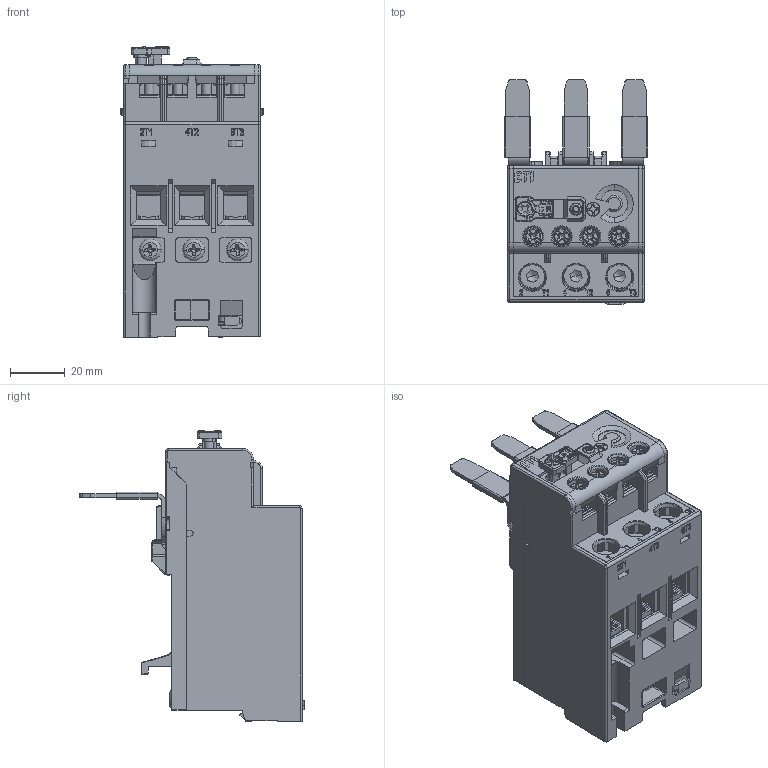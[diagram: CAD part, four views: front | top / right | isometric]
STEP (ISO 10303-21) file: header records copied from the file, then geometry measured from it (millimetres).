
FILE_DESCRIPTION((''),'2;1');
FILE_NAME('RE67-2D3_ASM','2018-05-14T',('luka.skrinjar'),('Audax d.o.o.'),'CREO PARAMETRIC BY PTC INC, 2016050','CREO PARAMETRIC BY PTC INC, 2016050','');
FILE_SCHEMA(('AUTOMOTIVE_DESIGN { 1 0 10303 214 1 1 1 1 }'));
Products named in the file (30): RW67-2D3_1_1; RW67-2D3_1_2; RW67-2D3_1_3; RW67-2D3_1_4; RW67-2D3_1_5; RW67-2D3_1_6; RW67-2D3_1_7; RW67-2D3_1_8; RW67-2D3_1_9; RW67-2D3_1_10; RW67-2D3_1_11; RW67-2D3_1_12; RW67-2D3_1_13; RW67-2D3_1_14; RW67-2D3_1_15; RW67-2D3_1_16; RW67-2D3_1_17; RW67-2D3_1_18; RW67-2D3_1_19; RW67-2D3_1_20; RW67-2D3_1_21; RW67-2D3_1_22; RW67-2D3_1_23; RW67-2D3_1_24; RW67-2D3_1_25; RW67-2D3_1_26; RW67-2D3_1_27; RW67-2D3_1_ASM; ETI; RE67-2D3_ASM
Assembly tree (29 placements, depth 3):
  RE67-2D3_ASM
    RW67-2D3_1_ASM
      RW67-2D3_1_1
      RW67-2D3_1_2
      RW67-2D3_1_3
      RW67-2D3_1_4
      RW67-2D3_1_5
      RW67-2D3_1_6
      RW67-2D3_1_7
      RW67-2D3_1_8
      RW67-2D3_1_9
      RW67-2D3_1_10
      RW67-2D3_1_11
      RW67-2D3_1_12
      RW67-2D3_1_13
      RW67-2D3_1_14
      RW67-2D3_1_15
      RW67-2D3_1_16
      RW67-2D3_1_17
      RW67-2D3_1_18
      RW67-2D3_1_19
      RW67-2D3_1_20
      RW67-2D3_1_21
      RW67-2D3_1_22
      RW67-2D3_1_23
      RW67-2D3_1_24
      RW67-2D3_1_25
      RW67-2D3_1_26
      RW67-2D3_1_27
    ETI
Bounding box: 52.6 x 82.2 x 106.5 mm (x, y, z)
Volume: 13105.2 mm3; surface area: 68317.3 mm2
Topology: 30 solids, 76 shells, 3357 faces, 9187 edges, 5962 vertices
Faces by surface type: plane 1956, cylinder 744, cone 162, extrusion 161, torus 145, bspline 115, revolution 60, sphere 14
Entity records: 126312 total; most frequent: CARTESIAN_POINT 40971, ORIENTED_EDGE 17928, DIRECTION 15741, EDGE_CURVE 9147, VERTEX_POINT 5962, VECTOR 5701, LINE 5540, AXIS2_PLACEMENT_3D 4990
